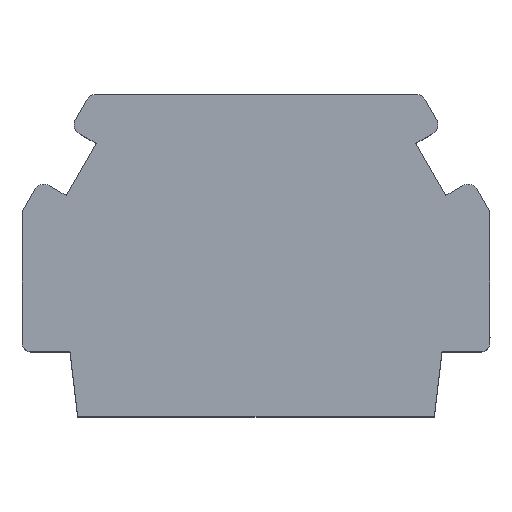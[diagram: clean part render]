
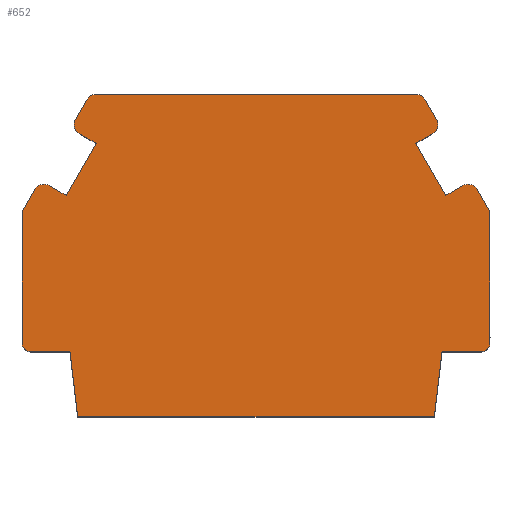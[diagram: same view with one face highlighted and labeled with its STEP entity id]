
A CAD part, top view. The second image highlights one B-rep face of the part: STEP entity #652.
In plain terms, the highlighted planar face has unit normal (0, 0, 1).
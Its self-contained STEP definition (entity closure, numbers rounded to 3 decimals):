
#40=LINE('',#960,#112);
#41=LINE('',#964,#113);
#42=LINE('',#968,#114);
#43=LINE('',#970,#115);
#44=LINE('',#972,#116);
#45=LINE('',#976,#117);
#46=LINE('',#978,#118);
#47=LINE('',#982,#119);
#48=LINE('',#984,#120);
#49=LINE('',#986,#121);
#50=LINE('',#988,#122);
#51=LINE('',#990,#123);
#52=LINE('',#994,#124);
#53=LINE('',#996,#125);
#54=LINE('',#1000,#126);
#55=LINE('',#1002,#127);
#56=LINE('',#1004,#128);
#57=LINE('',#1008,#129);
#112=VECTOR('',#767,1000.);
#113=VECTOR('',#770,1000.);
#114=VECTOR('',#773,1000.);
#115=VECTOR('',#774,1000.);
#116=VECTOR('',#775,1000.);
#117=VECTOR('',#778,1000.);
#118=VECTOR('',#779,1000.);
#119=VECTOR('',#782,1000.);
#120=VECTOR('',#783,1000.);
#121=VECTOR('',#784,1000.);
#122=VECTOR('',#785,1000.);
#123=VECTOR('',#786,1000.);
#124=VECTOR('',#789,1000.);
#125=VECTOR('',#790,1000.);
#126=VECTOR('',#793,1000.);
#127=VECTOR('',#794,1000.);
#128=VECTOR('',#795,1000.);
#129=VECTOR('',#798,1000.);
#184=ORIENTED_EDGE('',*,*,#376,.T.);
#185=ORIENTED_EDGE('',*,*,#377,.T.);
#186=ORIENTED_EDGE('',*,*,#378,.T.);
#187=ORIENTED_EDGE('',*,*,#379,.F.);
#188=ORIENTED_EDGE('',*,*,#380,.F.);
#189=ORIENTED_EDGE('',*,*,#381,.F.);
#190=ORIENTED_EDGE('',*,*,#382,.F.);
#191=ORIENTED_EDGE('',*,*,#383,.F.);
#192=ORIENTED_EDGE('',*,*,#384,.F.);
#193=ORIENTED_EDGE('',*,*,#385,.F.);
#194=ORIENTED_EDGE('',*,*,#386,.T.);
#195=ORIENTED_EDGE('',*,*,#387,.T.);
#196=ORIENTED_EDGE('',*,*,#388,.T.);
#197=ORIENTED_EDGE('',*,*,#389,.T.);
#198=ORIENTED_EDGE('',*,*,#390,.T.);
#199=ORIENTED_EDGE('',*,*,#391,.T.);
#200=ORIENTED_EDGE('',*,*,#392,.T.);
#201=ORIENTED_EDGE('',*,*,#393,.T.);
#202=ORIENTED_EDGE('',*,*,#394,.T.);
#203=ORIENTED_EDGE('',*,*,#395,.F.);
#204=ORIENTED_EDGE('',*,*,#396,.F.);
#205=ORIENTED_EDGE('',*,*,#397,.F.);
#206=ORIENTED_EDGE('',*,*,#398,.F.);
#207=ORIENTED_EDGE('',*,*,#399,.F.);
#208=ORIENTED_EDGE('',*,*,#400,.F.);
#209=ORIENTED_EDGE('',*,*,#401,.F.);
#376=EDGE_CURVE('',#472,#473,#536,.T.);
#377=EDGE_CURVE('',#473,#474,#40,.F.);
#378=EDGE_CURVE('',#474,#475,#537,.T.);
#379=EDGE_CURVE('',#476,#475,#41,.T.);
#380=EDGE_CURVE('',#477,#476,#538,.F.);
#381=EDGE_CURVE('',#478,#477,#42,.T.);
#382=EDGE_CURVE('',#479,#478,#43,.T.);
#383=EDGE_CURVE('',#480,#479,#44,.T.);
#384=EDGE_CURVE('',#481,#480,#539,.F.);
#385=EDGE_CURVE('',#482,#481,#45,.T.);
#386=EDGE_CURVE('',#482,#483,#46,.T.);
#387=EDGE_CURVE('',#483,#484,#540,.T.);
#388=EDGE_CURVE('',#484,#485,#47,.T.);
#389=EDGE_CURVE('',#485,#486,#48,.T.);
#390=EDGE_CURVE('',#486,#487,#49,.T.);
#391=EDGE_CURVE('',#487,#488,#50,.T.);
#392=EDGE_CURVE('',#488,#489,#51,.T.);
#393=EDGE_CURVE('',#489,#490,#541,.T.);
#394=EDGE_CURVE('',#490,#491,#52,.T.);
#395=EDGE_CURVE('',#492,#491,#53,.T.);
#396=EDGE_CURVE('',#493,#492,#542,.F.);
#397=EDGE_CURVE('',#494,#493,#54,.T.);
#398=EDGE_CURVE('',#495,#494,#55,.T.);
#399=EDGE_CURVE('',#496,#495,#56,.T.);
#400=EDGE_CURVE('',#497,#496,#543,.F.);
#401=EDGE_CURVE('',#472,#497,#57,.T.);
#472=VERTEX_POINT('',#958);
#473=VERTEX_POINT('',#959);
#474=VERTEX_POINT('',#961);
#475=VERTEX_POINT('',#963);
#476=VERTEX_POINT('',#965);
#477=VERTEX_POINT('',#967);
#478=VERTEX_POINT('',#969);
#479=VERTEX_POINT('',#971);
#480=VERTEX_POINT('',#973);
#481=VERTEX_POINT('',#975);
#482=VERTEX_POINT('',#977);
#483=VERTEX_POINT('',#979);
#484=VERTEX_POINT('',#981);
#485=VERTEX_POINT('',#983);
#486=VERTEX_POINT('',#985);
#487=VERTEX_POINT('',#987);
#488=VERTEX_POINT('',#989);
#489=VERTEX_POINT('',#991);
#490=VERTEX_POINT('',#993);
#491=VERTEX_POINT('',#995);
#492=VERTEX_POINT('',#997);
#493=VERTEX_POINT('',#999);
#494=VERTEX_POINT('',#1001);
#495=VERTEX_POINT('',#1003);
#496=VERTEX_POINT('',#1005);
#497=VERTEX_POINT('',#1007);
#536=CIRCLE('',#702,0.6);
#537=CIRCLE('',#703,0.6);
#538=CIRCLE('',#704,0.75);
#539=CIRCLE('',#705,0.75);
#540=CIRCLE('',#706,0.6);
#541=CIRCLE('',#707,0.6);
#542=CIRCLE('',#708,0.75);
#543=CIRCLE('',#709,0.75);
#552=EDGE_LOOP('',(#184,#185,#186,#187,#188,#189,#190,#191,#192,#193,#194,
#195,#196,#197,#198,#199,#200,#201,#202,#203,#204,#205,#206,#207,#208,#209));
#590=FACE_BOUND('',#552,.T.);
#628=PLANE('',#701);
#652=ADVANCED_FACE('',(#590),#628,.T.);
#701=AXIS2_PLACEMENT_3D('',#956,#763,#764);
#702=AXIS2_PLACEMENT_3D('',#957,#765,#766);
#703=AXIS2_PLACEMENT_3D('',#962,#768,#769);
#704=AXIS2_PLACEMENT_3D('',#966,#771,#772);
#705=AXIS2_PLACEMENT_3D('',#974,#776,#777);
#706=AXIS2_PLACEMENT_3D('',#980,#780,#781);
#707=AXIS2_PLACEMENT_3D('',#992,#787,#788);
#708=AXIS2_PLACEMENT_3D('',#998,#791,#792);
#709=AXIS2_PLACEMENT_3D('',#1006,#796,#797);
#763=DIRECTION('',(0.,0.,1.));
#764=DIRECTION('',(1.,0.,0.));
#765=DIRECTION('',(0.,0.,1.));
#766=DIRECTION('',(1.,0.,0.));
#767=DIRECTION('',(1.,0.,0.));
#768=DIRECTION('',(0.,0.,1.));
#769=DIRECTION('',(1.,0.,0.));
#770=DIRECTION('',(0.5,0.866,0.));
#771=DIRECTION('',(0.,0.,1.));
#772=DIRECTION('',(1.,0.,0.));
#773=DIRECTION('',(-0.866,0.5,0.));
#774=DIRECTION('',(0.5,0.866,0.));
#775=DIRECTION('',(0.866,-0.5,0.));
#776=DIRECTION('',(0.,0.,1.));
#777=DIRECTION('',(1.,0.,0.));
#778=DIRECTION('',(0.5,0.866,0.));
#779=DIRECTION('',(0.,-1.,0.));
#780=DIRECTION('',(0.,0.,1.));
#781=DIRECTION('',(1.,0.,0.));
#782=DIRECTION('',(1.,0.,0.));
#783=DIRECTION('',(0.117,-0.993,0.));
#784=DIRECTION('',(1.,0.,0.));
#785=DIRECTION('',(0.117,0.993,0.));
#786=DIRECTION('',(1.,0.,0.));
#787=DIRECTION('',(0.,0.,1.));
#788=DIRECTION('',(1.,0.,0.));
#789=DIRECTION('',(0.,1.,0.));
#790=DIRECTION('',(0.5,-0.866,0.));
#791=DIRECTION('',(0.,0.,1.));
#792=DIRECTION('',(1.,0.,0.));
#793=DIRECTION('',(0.866,0.5,0.));
#794=DIRECTION('',(0.5,-0.866,0.));
#795=DIRECTION('',(-0.866,-0.5,0.));
#796=DIRECTION('',(0.,0.,1.));
#797=DIRECTION('',(1.,0.,0.));
#798=DIRECTION('',(0.5,-0.866,0.));
#956=CARTESIAN_POINT('',(0.,0.,0.));
#957=CARTESIAN_POINT('',(11.538,10.9,0.));
#958=CARTESIAN_POINT('',(12.058,11.2,0.));
#959=CARTESIAN_POINT('',(11.538,11.5,0.));
#960=CARTESIAN_POINT('',(16.7,11.5,0.));
#961=CARTESIAN_POINT('',(-11.538,11.5,0.));
#962=CARTESIAN_POINT('',(-11.538,10.9,0.));
#963=CARTESIAN_POINT('',(-12.058,11.2,0.));
#964=CARTESIAN_POINT('',(-11.884,11.5,0.));
#965=CARTESIAN_POINT('',(-12.893,9.752,0.));
#966=CARTESIAN_POINT('',(-12.244,9.377,0.));
#967=CARTESIAN_POINT('',(-12.619,8.728,0.));
#968=CARTESIAN_POINT('',(-12.385,8.593,0.));
#969=CARTESIAN_POINT('',(-11.406,8.028,0.));
#970=CARTESIAN_POINT('',(-11.18,8.42,0.));
#971=CARTESIAN_POINT('',(-13.554,4.309,0.));
#972=CARTESIAN_POINT('',(-14.532,4.874,0.));
#973=CARTESIAN_POINT('',(-14.766,5.009,0.));
#974=CARTESIAN_POINT('',(-15.141,4.359,0.));
#975=CARTESIAN_POINT('',(-15.791,4.734,0.));
#976=CARTESIAN_POINT('',(-15.791,4.734,0.));
#977=CARTESIAN_POINT('',(-16.7,3.159,0.));
#978=CARTESIAN_POINT('',(-16.7,11.5,0.));
#979=CARTESIAN_POINT('',(-16.7,-6.25,0.));
#980=CARTESIAN_POINT('',(-16.1,-6.25,0.));
#981=CARTESIAN_POINT('',(-16.1,-6.85,0.));
#982=CARTESIAN_POINT('',(-11.643,-6.85,0.));
#983=CARTESIAN_POINT('',(-13.284,-6.85,0.));
#984=CARTESIAN_POINT('',(-13.284,-6.85,0.));
#985=CARTESIAN_POINT('',(-12.735,-11.5,0.));
#986=CARTESIAN_POINT('',(-12.735,-11.5,0.));
#987=CARTESIAN_POINT('',(12.735,-11.5,0.));
#988=CARTESIAN_POINT('',(12.735,-11.5,0.));
#989=CARTESIAN_POINT('',(13.284,-6.85,0.));
#990=CARTESIAN_POINT('',(16.7,-6.85,0.));
#991=CARTESIAN_POINT('',(16.1,-6.85,0.));
#992=CARTESIAN_POINT('',(16.1,-6.25,0.));
#993=CARTESIAN_POINT('',(16.7,-6.25,0.));
#994=CARTESIAN_POINT('',(16.7,-11.5,0.));
#995=CARTESIAN_POINT('',(16.7,3.159,0.));
#996=CARTESIAN_POINT('',(16.7,3.159,0.));
#997=CARTESIAN_POINT('',(15.791,4.734,0.));
#998=CARTESIAN_POINT('',(15.141,4.359,0.));
#999=CARTESIAN_POINT('',(14.766,5.009,0.));
#1000=CARTESIAN_POINT('',(14.766,5.009,0.));
#1001=CARTESIAN_POINT('',(13.554,4.309,0.));
#1002=CARTESIAN_POINT('',(13.78,3.917,0.));
#1003=CARTESIAN_POINT('',(11.406,8.028,0.));
#1004=CARTESIAN_POINT('',(12.385,8.593,0.));
#1005=CARTESIAN_POINT('',(12.619,8.728,0.));
#1006=CARTESIAN_POINT('',(12.244,9.377,0.));
#1007=CARTESIAN_POINT('',(12.893,9.752,0.));
#1008=CARTESIAN_POINT('',(12.893,9.752,0.));
